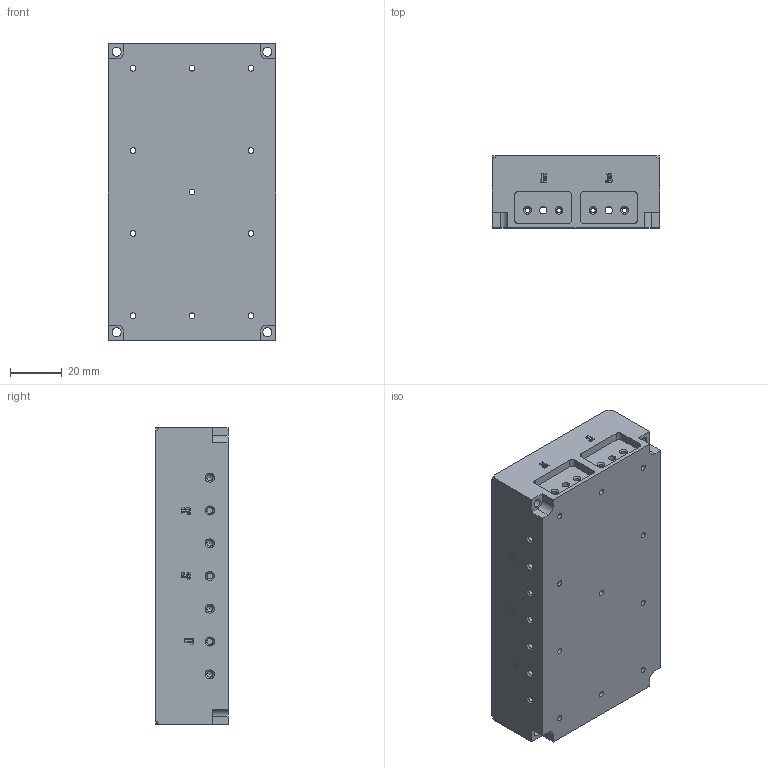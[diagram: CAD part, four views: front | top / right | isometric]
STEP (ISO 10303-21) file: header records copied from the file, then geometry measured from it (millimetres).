
FILE_DESCRIPTION (( 'STEP AP214' ), '1' );
FILE_NAME ('D1900377-v6.STEP', '2019-09-05T14:46:23', ( '' ), ( '' ), 'SwSTEP 2.0', 'SolidWorks 2019', '' );
FILE_SCHEMA (( 'AUTOMOTIVE_DESIGN' ));
Length unit declared in the file: inch
Products named in the file (1): D1900377-v6
Bounding box: 64.77 x 27.94 x 115.06 mm (x, y, z)
Volume: 79876.1 mm3; surface area: 35275.4 mm2
Topology: 1 solids, 1 shells, 431 faces, 1172 edges, 764 vertices
Faces by surface type: plane 227, bspline 80, cylinder 70, cone 54
Full cylindrical faces by diameter (mm): 1.778 x8, 2.261 x30, 2.845 x4, 3.454 x4
Entity records: 16024 total; most frequent: CARTESIAN_POINT 5416, ORIENTED_EDGE 2108, DIRECTION 1776, EDGE_CURVE 1054, VERTEX_POINT 746, VECTOR 716, LINE 716, EDGE_LOOP 612
